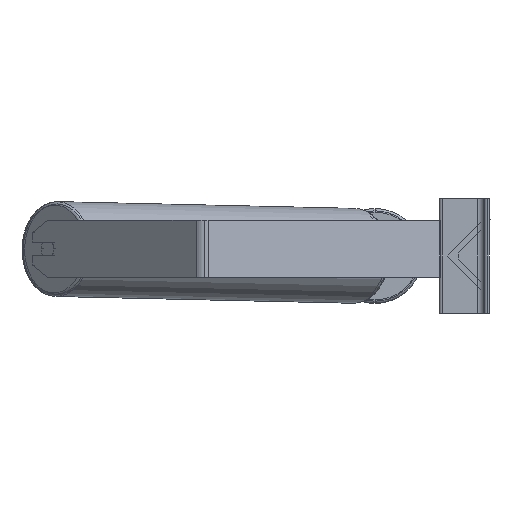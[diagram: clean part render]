
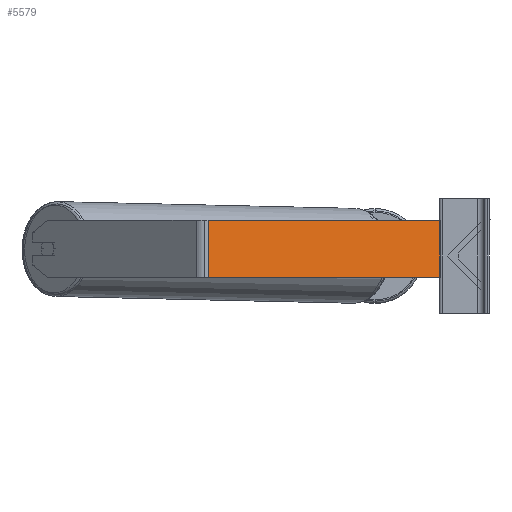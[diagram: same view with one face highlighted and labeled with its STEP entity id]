
A CAD part, left-side view. The second image highlights one B-rep face of the part: STEP entity #5579.
In plain terms, the highlighted planar face has unit normal (-0.94, -0.342, 0).
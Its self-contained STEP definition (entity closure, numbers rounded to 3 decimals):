
#2 = ORIENTED_EDGE ( 'NONE', *, *, #7366, .T. ) ;
#674 = VECTOR ( 'NONE', #3573, 1000. ) ;
#1351 = CARTESIAN_POINT ( 'NONE',  ( -887.518, 8.948, 50. ) ) ;
#1537 = CARTESIAN_POINT ( 'NONE',  ( -1006.175, 334.957, -30. ) ) ;
#1902 = VERTEX_POINT ( 'NONE', #6577 ) ;
#2423 = LINE ( 'NONE', #6739, #5089 ) ;
#2711 = VECTOR ( 'NONE', #5224, 1000. ) ;
#3384 = PLANE ( 'NONE',  #6792 ) ;
#3573 = DIRECTION ( 'NONE',  ( 0., 0., -1. ) ) ;
#3684 = EDGE_CURVE ( 'NONE', #4146, #9567, #7762, .T. ) ;
#4124 = CARTESIAN_POINT ( 'NONE',  ( -1009.662, 344.536, 50. ) ) ;
#4146 = VERTEX_POINT ( 'NONE', #1351 ) ;
#4431 = CARTESIAN_POINT ( 'NONE',  ( -1009.662, 344.536, -30. ) ) ;
#5037 = LINE ( 'NONE', #9368, #9502 ) ;
#5089 = VECTOR ( 'NONE', #7745, 1000. ) ;
#5180 = CARTESIAN_POINT ( 'NONE',  ( -887.518, 8.948, -30. ) ) ;
#5224 = DIRECTION ( 'NONE',  ( 0.342, -0.94, 0. ) ) ;
#5579 = ADVANCED_FACE ( 'NONE', ( #8464 ), #3384, .F. ) ;
#5621 = EDGE_LOOP ( 'NONE', ( #2, #6721, #9354, #9750 ) ) ;
#5858 = DIRECTION ( 'NONE',  ( 0.94, 0.342, 0. ) ) ;
#6049 = CARTESIAN_POINT ( 'NONE',  ( -887.518, 8.948, 50. ) ) ;
#6577 = CARTESIAN_POINT ( 'NONE',  ( -1006.175, 334.957, 50. ) ) ;
#6721 = ORIENTED_EDGE ( 'NONE', *, *, #3684, .F. ) ;
#6739 = CARTESIAN_POINT ( 'NONE',  ( -1006.175, 334.957, 50. ) ) ;
#6792 = AXIS2_PLACEMENT_3D ( 'NONE', #4124, #5858, #9123 ) ;
#7316 = VERTEX_POINT ( 'NONE', #1537 ) ;
#7366 = EDGE_CURVE ( 'NONE', #7316, #9567, #8652, .T. ) ;
#7745 = DIRECTION ( 'NONE',  ( 0., 0., -1. ) ) ;
#7762 = LINE ( 'NONE', #6049, #674 ) ;
#8412 = DIRECTION ( 'NONE',  ( 0.342, -0.94, 0. ) ) ;
#8464 = FACE_OUTER_BOUND ( 'NONE', #5621, .T. ) ;
#8652 = LINE ( 'NONE', #4431, #2711 ) ;
#9123 = DIRECTION ( 'NONE',  ( -0.342, 0.94, 0. ) ) ;
#9153 = EDGE_CURVE ( 'NONE', #1902, #7316, #2423, .T. ) ;
#9233 = EDGE_CURVE ( 'NONE', #1902, #4146, #5037, .T. ) ;
#9354 = ORIENTED_EDGE ( 'NONE', *, *, #9233, .F. ) ;
#9368 = CARTESIAN_POINT ( 'NONE',  ( -1009.662, 344.536, 50. ) ) ;
#9502 = VECTOR ( 'NONE', #8412, 1000. ) ;
#9567 = VERTEX_POINT ( 'NONE', #5180 ) ;
#9750 = ORIENTED_EDGE ( 'NONE', *, *, #9153, .T. ) ;
